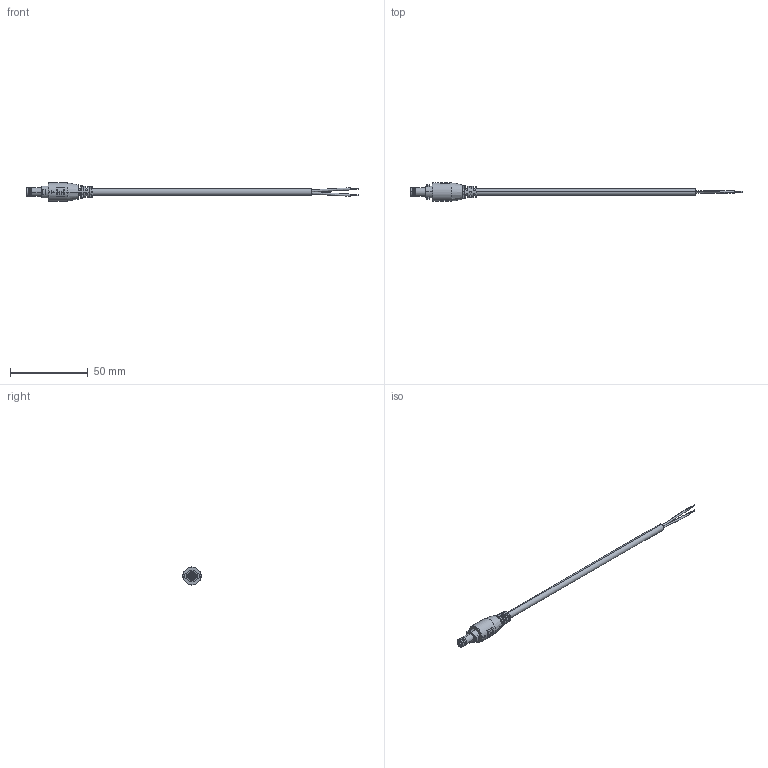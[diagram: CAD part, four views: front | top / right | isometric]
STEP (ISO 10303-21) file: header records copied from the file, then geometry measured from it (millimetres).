
FILE_DESCRIPTION (( 'STEP AP203' ), '1' );
FILE_NAME ('10-02940_revA.STEP', '2018-09-20T23:57:02', ( '' ), ( '' ), 'SwSTEP 2.0', 'SolidWorks 2015', '' );
FILE_SCHEMA (( 'CONFIG_CONTROL_DESIGN' ));
Length unit declared in the file: millimetre
Products named in the file (8): 10-02940_revA; 30-00690_s + t; 24-00161; CI285-103-216; 50-00595; DV58-160-546-10; 5525CV205-3T00-L1ET01; DH38-125-25
Assembly tree (7 placements, depth 3):
  10-02940_revA
    30-00690_s + t
    24-00161
    50-00595
      5525CV205-3T00-L1ET01
      CI285-103-216
      DH38-125-25
      DV58-160-546-10
Bounding box: 213.56 x 12 x 11.7 mm (x, y, z)
Volume: 4832.6 mm3; surface area: 13007.9 mm2
Topology: 79 solids, 79 shells, 737 faces, 1605 edges, 1045 vertices
Faces by surface type: cylinder 310, plane 231, bspline 121, torus 43, cone 32
Entity records: 24940 total; most frequent: CARTESIAN_POINT 8244, DIRECTION 3300, ORIENTED_EDGE 3206, EDGE_CURVE 1603, AXIS2_PLACEMENT_3D 1438, VERTEX_POINT 1045, EDGE_LOOP 836, CIRCLE 811
